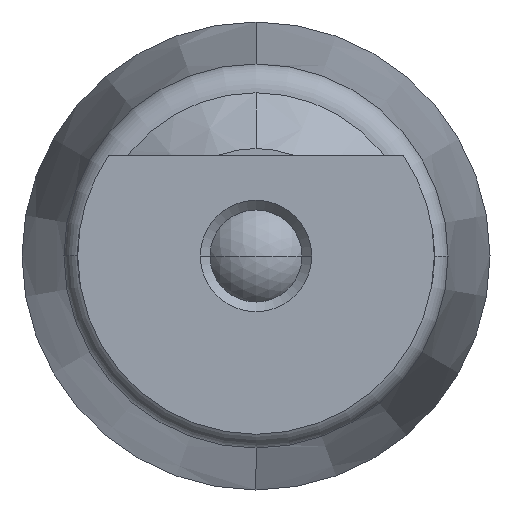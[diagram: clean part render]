
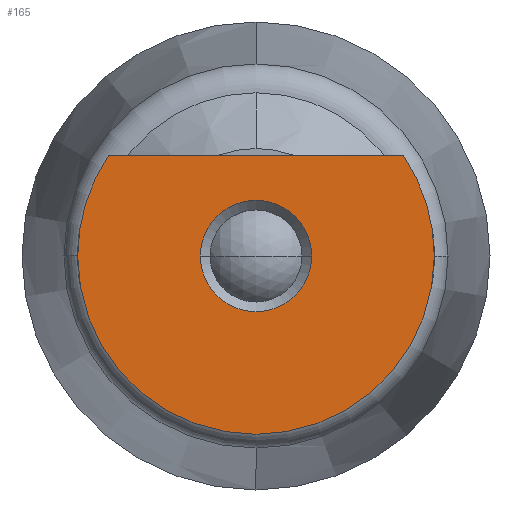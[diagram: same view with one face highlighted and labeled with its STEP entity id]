
A CAD part, front view. The second image highlights one B-rep face of the part: STEP entity #165.
In plain terms, the highlighted planar face has unit normal (0, -1, 0).
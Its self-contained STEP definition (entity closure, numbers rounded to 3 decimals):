
#165=ADVANCED_FACE('',(#328,#329),#330,.T.);
#328=FACE_BOUND('',#485,.T.);
#329=FACE_OUTER_BOUND('',#486,.T.);
#330=PLANE('',#487);
#485=EDGE_LOOP('',(#914,#915));
#486=EDGE_LOOP('',(#916,#917,#918,#919));
#487=AXIS2_PLACEMENT_3D('',#920,#921,#922);
#914=ORIENTED_EDGE('',*,*,#1039,.T.);
#915=ORIENTED_EDGE('',*,*,#1053,.T.);
#916=ORIENTED_EDGE('',*,*,#1090,.T.);
#917=ORIENTED_EDGE('',*,*,#1005,.T.);
#918=ORIENTED_EDGE('',*,*,#1010,.T.);
#919=ORIENTED_EDGE('',*,*,#1079,.T.);
#920=CARTESIAN_POINT('',(0.0,0.0,0.0));
#921=DIRECTION('',(0.0,-1.0,0.0));
#922=DIRECTION('',(-1.0,0.0,0.0));
#1005=EDGE_CURVE('',#1216,#1214,#1217,.T.);
#1010=EDGE_CURVE('',#1214,#1222,#1225,.T.);
#1039=EDGE_CURVE('',#1269,#1271,#1273,.T.);
#1053=EDGE_CURVE('',#1271,#1269,#1291,.T.);
#1079=EDGE_CURVE('',#1222,#1324,#1326,.T.);
#1090=EDGE_CURVE('',#1324,#1216,#1339,.T.);
#1214=VERTEX_POINT('',#1591);
#1216=VERTEX_POINT('',#1594);
#1217=CIRCLE('',#1595,8.0);
#1222=VERTEX_POINT('',#1601);
#1225=CIRCLE('',#1605,8.0);
#1269=VERTEX_POINT('',#1720);
#1271=VERTEX_POINT('',#1723);
#1273=CIRCLE('',#1726,2.5);
#1291=CIRCLE('',#1746,2.5);
#1324=VERTEX_POINT('',#1814);
#1326=CIRCLE('',#1817,8.0);
#1339=LINE('',#1844,#1845);
#1591=CARTESIAN_POINT('',(-8.0,0.0,0.));
#1594=CARTESIAN_POINT('',(-6.614,0.0,4.5));
#1595=AXIS2_PLACEMENT_3D('',#1979,#1980,#1981);
#1601=CARTESIAN_POINT('',(8.0,0.0,0.));
#1605=AXIS2_PLACEMENT_3D('',#1987,#1988,#1989);
#1720=CARTESIAN_POINT('',(-2.5,0.0,0.0));
#1723=CARTESIAN_POINT('',(2.5,0.0,0.));
#1726=AXIS2_PLACEMENT_3D('',#2018,#2019,#2020);
#1746=AXIS2_PLACEMENT_3D('',#2041,#2042,#2043);
#1814=CARTESIAN_POINT('',(6.614,0.0,4.5));
#1817=AXIS2_PLACEMENT_3D('',#2068,#2069,#2070);
#1844=CARTESIAN_POINT('',(0.0,0.0,4.5));
#1845=VECTOR('',#2076,1.0);
#1979=CARTESIAN_POINT('',(0.0,0.0,0.0));
#1980=DIRECTION('',(0.0,-1.0,0.0));
#1981=DIRECTION('',(1.0,0.0,0.0));
#1987=CARTESIAN_POINT('',(0.0,0.0,0.0));
#1988=DIRECTION('',(0.0,-1.0,0.0));
#1989=DIRECTION('',(1.0,0.0,0.0));
#2018=CARTESIAN_POINT('',(0.0,0.0,0.0));
#2019=DIRECTION('',(0.0,1.0,0.0));
#2020=DIRECTION('',(-1.0,0.0,0.0));
#2041=CARTESIAN_POINT('',(0.0,0.0,0.0));
#2042=DIRECTION('',(0.0,1.0,0.0));
#2043=DIRECTION('',(-1.0,0.0,0.0));
#2068=CARTESIAN_POINT('',(0.0,0.0,0.0));
#2069=DIRECTION('',(0.0,-1.0,0.0));
#2070=DIRECTION('',(1.0,0.0,0.0));
#2076=DIRECTION('',(-1.0,0.0,0.0));
